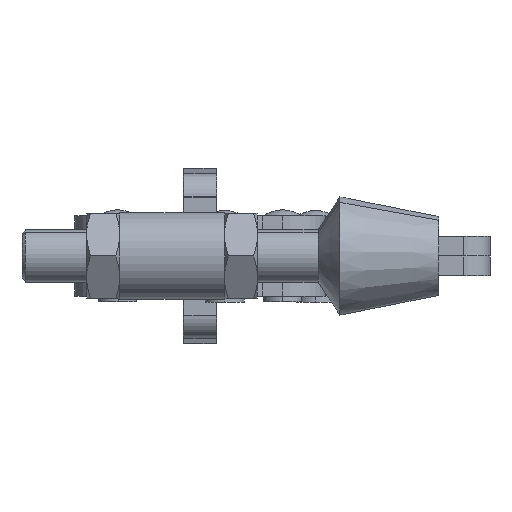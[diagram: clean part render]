
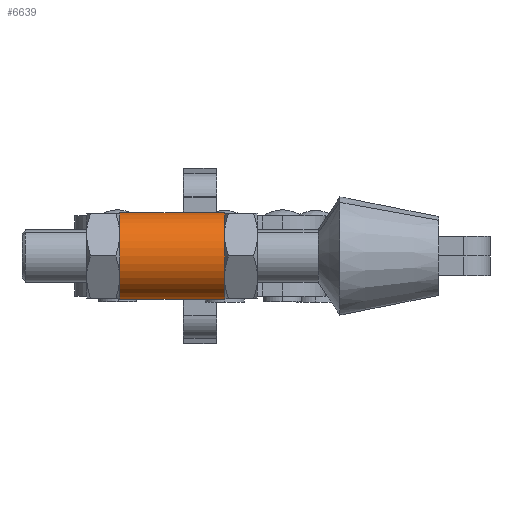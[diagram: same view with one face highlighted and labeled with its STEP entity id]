
A CAD part, left-side view. The second image highlights one B-rep face of the part: STEP entity #6639.
In plain terms, the highlighted cylindrical face has radius 6.55 mm (diameter 13.1 mm), a partial arc.
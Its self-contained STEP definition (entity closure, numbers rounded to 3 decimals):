
#318 = VERTEX_POINT ( 'NONE', #8030 ) ;
#395 = LINE ( 'NONE', #6504, #2464 ) ;
#784 = CARTESIAN_POINT ( 'NONE',  ( -139.006, 48.4, 6.55 ) ) ;
#1255 = DIRECTION ( 'NONE',  ( 0., -1., 0. ) ) ;
#1475 = DIRECTION ( 'NONE',  ( 0., 1., 0. ) ) ;
#1725 = EDGE_CURVE ( 'NONE', #8985, #318, #4147, .T. ) ;
#1787 = AXIS2_PLACEMENT_3D ( 'NONE', #8082, #3663, #8850 ) ;
#2464 = VECTOR ( 'NONE', #1255, 1000. ) ;
#2582 = DIRECTION ( 'NONE',  ( 0., -1., 0. ) ) ;
#2818 = CYLINDRICAL_SURFACE ( 'NONE', #6226, 6.55 ) ;
#2925 = CIRCLE ( 'NONE', #1787, 6.55 ) ;
#2932 = ORIENTED_EDGE ( 'NONE', *, *, #4844, .F. ) ;
#3663 = DIRECTION ( 'NONE',  ( 0., 1., 0. ) ) ;
#4128 = CARTESIAN_POINT ( 'NONE',  ( -139.006, 48.4, 0. ) ) ;
#4147 = LINE ( 'NONE', #784, #7572 ) ;
#4484 = ORIENTED_EDGE ( 'NONE', *, *, #6749, .T. ) ;
#4844 = EDGE_CURVE ( 'NONE', #4996, #8985, #8447, .T. ) ;
#4996 = VERTEX_POINT ( 'NONE', #7609 ) ;
#5012 = EDGE_LOOP ( 'NONE', ( #6615, #2932, #4484, #5543 ) ) ;
#5274 = CARTESIAN_POINT ( 'NONE',  ( -139.006, 32.5, -6.55 ) ) ;
#5505 = DIRECTION ( 'NONE',  ( 0., -1., 0. ) ) ;
#5543 = ORIENTED_EDGE ( 'NONE', *, *, #7422, .T. ) ;
#5584 = CARTESIAN_POINT ( 'NONE',  ( -139.006, 48.4, 6.55 ) ) ;
#5737 = FACE_OUTER_BOUND ( 'NONE', #5012, .T. ) ;
#5963 = AXIS2_PLACEMENT_3D ( 'NONE', #5974, #1475, #6729 ) ;
#5974 = CARTESIAN_POINT ( 'NONE',  ( -139.006, 48.4, 0. ) ) ;
#6226 = AXIS2_PLACEMENT_3D ( 'NONE', #4128, #2582, #8569 ) ;
#6414 = VERTEX_POINT ( 'NONE', #5274 ) ;
#6504 = CARTESIAN_POINT ( 'NONE',  ( -139.006, 48.4, -6.55 ) ) ;
#6615 = ORIENTED_EDGE ( 'NONE', *, *, #1725, .F. ) ;
#6639 = ADVANCED_FACE ( 'NONE', ( #5737 ), #2818, .T. ) ;
#6729 = DIRECTION ( 'NONE',  ( 1., 0., 0. ) ) ;
#6749 = EDGE_CURVE ( 'NONE', #4996, #6414, #395, .T. ) ;
#7422 = EDGE_CURVE ( 'NONE', #6414, #318, #2925, .T. ) ;
#7572 = VECTOR ( 'NONE', #5505, 1000. ) ;
#7609 = CARTESIAN_POINT ( 'NONE',  ( -139.006, 48.4, -6.55 ) ) ;
#8030 = CARTESIAN_POINT ( 'NONE',  ( -139.006, 32.5, 6.55 ) ) ;
#8082 = CARTESIAN_POINT ( 'NONE',  ( -139.006, 32.5, 0. ) ) ;
#8447 = CIRCLE ( 'NONE', #5963, 6.55 ) ;
#8569 = DIRECTION ( 'NONE',  ( 0., 0., -1. ) ) ;
#8850 = DIRECTION ( 'NONE',  ( 1., 0., 0. ) ) ;
#8985 = VERTEX_POINT ( 'NONE', #5584 ) ;
